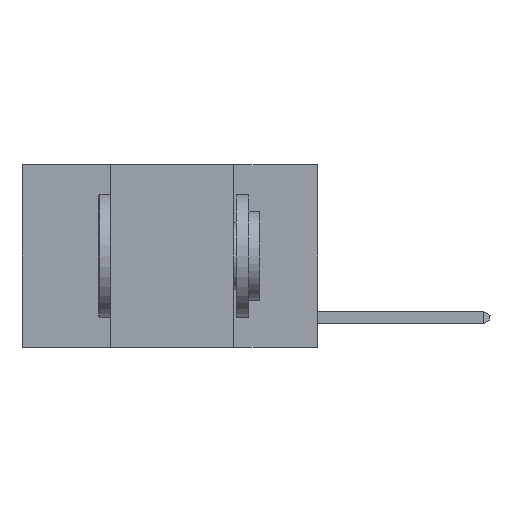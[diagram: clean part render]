
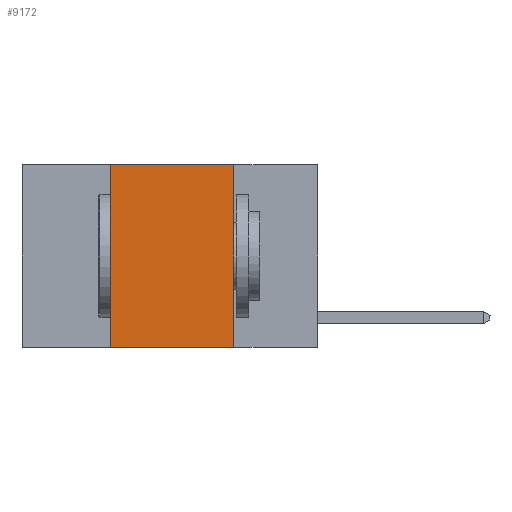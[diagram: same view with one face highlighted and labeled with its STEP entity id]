
A CAD part, left-side view. The second image highlights one B-rep face of the part: STEP entity #9172.
In plain terms, the highlighted planar face has unit normal (-1, 0, 0).
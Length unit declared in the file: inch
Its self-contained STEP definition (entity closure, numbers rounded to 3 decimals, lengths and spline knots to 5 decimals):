
#198 = CARTESIAN_POINT ( 'NONE',  ( 0., 0.42, -0.37 ) ) ;
#272 = CARTESIAN_POINT ( 'NONE',  ( 0., 0.6, 0. ) ) ;
#483 = DIRECTION ( 'NONE',  ( 1., 0., 0. ) ) ;
#758 = EDGE_CURVE ( 'NONE', #2648, #6535, #9469, .T. ) ;
#780 = EDGE_CURVE ( 'NONE', #2648, #2922, #2623, .T. ) ;
#861 = ORIENTED_EDGE ( 'NONE', *, *, #1130, .F. ) ;
#1130 = EDGE_CURVE ( 'NONE', #8730, #2922, #1453, .T. ) ;
#1453 = LINE ( 'NONE', #10205, #13234 ) ;
#1631 = ORIENTED_EDGE ( 'NONE', *, *, #3167, .F. ) ;
#2274 = DIRECTION ( 'NONE',  ( 0., -1., 0. ) ) ;
#2391 = ORIENTED_EDGE ( 'NONE', *, *, #758, .F. ) ;
#2515 = ORIENTED_EDGE ( 'NONE', *, *, #780, .T. ) ;
#2623 = LINE ( 'NONE', #11382, #14225 ) ;
#2648 = VERTEX_POINT ( 'NONE', #198 ) ;
#2687 = DIRECTION ( 'NONE',  ( 0., 0., 1. ) ) ;
#2890 = FACE_OUTER_BOUND ( 'NONE', #4257, .T. ) ;
#2922 = VERTEX_POINT ( 'NONE', #13630 ) ;
#3167 = EDGE_CURVE ( 'NONE', #6535, #8730, #7618, .T. ) ;
#3197 = CARTESIAN_POINT ( 'NONE',  ( 0., 0.17, 0. ) ) ;
#4235 = DIRECTION ( 'NONE',  ( 0., -1., 0. ) ) ;
#4257 = EDGE_LOOP ( 'NONE', ( #861, #1631, #2391, #2515 ) ) ;
#4554 = VECTOR ( 'NONE', #4235, 39.37008 ) ;
#6535 = VERTEX_POINT ( 'NONE', #12521 ) ;
#7165 = AXIS2_PLACEMENT_3D ( 'NONE', #10897, #483, #8697 ) ;
#7558 = PLANE ( 'NONE',  #7165 ) ;
#7618 = LINE ( 'NONE', #272, #4554 ) ;
#8697 = DIRECTION ( 'NONE',  ( 0., 0., -1. ) ) ;
#8730 = VERTEX_POINT ( 'NONE', #3197 ) ;
#9172 = ADVANCED_FACE ( 'NONE', ( #2890 ), #7558, .F. ) ;
#9469 = LINE ( 'NONE', #13515, #12081 ) ;
#9981 = DIRECTION ( 'NONE',  ( 0., 0., -1. ) ) ;
#10205 = CARTESIAN_POINT ( 'NONE',  ( 0., 0.17, 0. ) ) ;
#10897 = CARTESIAN_POINT ( 'NONE',  ( 0., 0.6, 0. ) ) ;
#11382 = CARTESIAN_POINT ( 'NONE',  ( 0., 0.6, -0.37 ) ) ;
#12081 = VECTOR ( 'NONE', #2687, 39.37008 ) ;
#12521 = CARTESIAN_POINT ( 'NONE',  ( 0., 0.42, 0. ) ) ;
#13234 = VECTOR ( 'NONE', #9981, 39.37008 ) ;
#13515 = CARTESIAN_POINT ( 'NONE',  ( 0., 0.42, 0. ) ) ;
#13630 = CARTESIAN_POINT ( 'NONE',  ( 0., 0.17, -0.37 ) ) ;
#14225 = VECTOR ( 'NONE', #2274, 39.37008 ) ;
